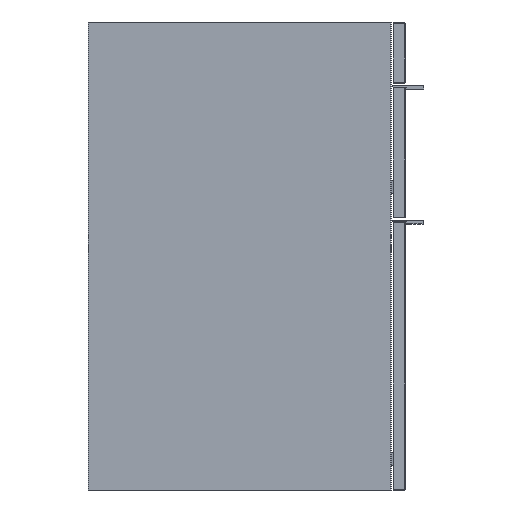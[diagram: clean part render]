
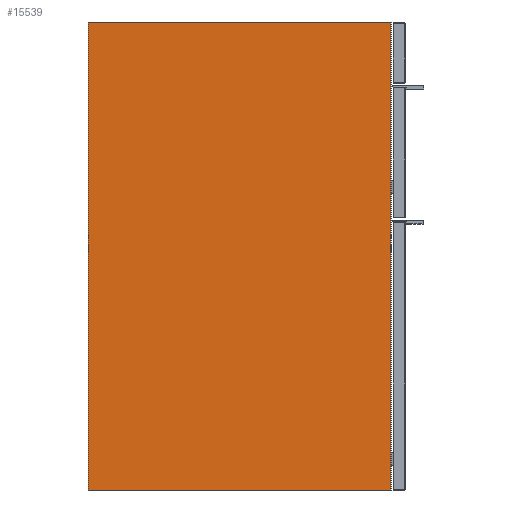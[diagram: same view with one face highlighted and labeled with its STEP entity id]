
A CAD part, left-side view. The second image highlights one B-rep face of the part: STEP entity #15539.
In plain terms, the highlighted planar face has unit normal (-1, 0, 0).
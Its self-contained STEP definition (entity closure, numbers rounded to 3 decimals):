
#14580=CARTESIAN_POINT('',(1982.633,2226.023,-1929.192));
#14581=VERTEX_POINT('',#14580);
#14588=CARTESIAN_POINT('',(1982.633,2607.023,-1929.192));
#14589=VERTEX_POINT('',#14588);
#14590=CARTESIAN_POINT('',(1982.633,2226.023,-1929.192));
#14591=DIRECTION('',(0.0,1.0,0.0));
#14592=VECTOR('',#14591,381.0);
#14593=LINE('',#14590,#14592);
#14594=EDGE_CURVE('',#14581,#14589,#14593,.T.);
#14644=CARTESIAN_POINT('',(1982.633,2226.023,-1339.192));
#14645=VERTEX_POINT('',#14644);
#14652=CARTESIAN_POINT('',(1982.633,2226.023,-1339.192));
#14653=DIRECTION('',(0.0,0.0,-1.0));
#14654=VECTOR('',#14653,590.0);
#14655=LINE('',#14652,#14654);
#14656=EDGE_CURVE('',#14645,#14581,#14655,.T.);
#15415=CARTESIAN_POINT('',(1982.633,2607.023,-1339.192));
#15416=VERTEX_POINT('',#15415);
#15423=CARTESIAN_POINT('',(1982.633,2607.023,-1339.192));
#15424=DIRECTION('',(0.0,-1.0,0.0));
#15425=VECTOR('',#15424,381.);
#15426=LINE('',#15423,#15425);
#15427=EDGE_CURVE('',#15416,#14645,#15426,.T.);
#15446=CARTESIAN_POINT('',(1982.633,2607.023,-1929.192));
#15447=DIRECTION('',(0.0,0.0,1.0));
#15448=VECTOR('',#15447,590.0);
#15449=LINE('',#15446,#15448);
#15450=EDGE_CURVE('',#14589,#15416,#15449,.T.);
#15528=CARTESIAN_POINT('',(1982.633,2416.523,-1339.191));
#15529=DIRECTION('',(-1.0,0.0,0.0));
#15530=DIRECTION('',(0.0,0.0,1.0));
#15531=AXIS2_PLACEMENT_3D('',#15528,#15529,#15530);
#15532=PLANE('',#15531);
#15533=ORIENTED_EDGE('',*,*,#14656,.F.);
#15534=ORIENTED_EDGE('',*,*,#15427,.F.);
#15535=ORIENTED_EDGE('',*,*,#15450,.F.);
#15536=ORIENTED_EDGE('',*,*,#14594,.F.);
#15537=EDGE_LOOP('',(#15533,#15534,#15535,#15536));
#15538=FACE_OUTER_BOUND('',#15537,.T.);
#15539=ADVANCED_FACE('',(#15538),#15532,.T.);
